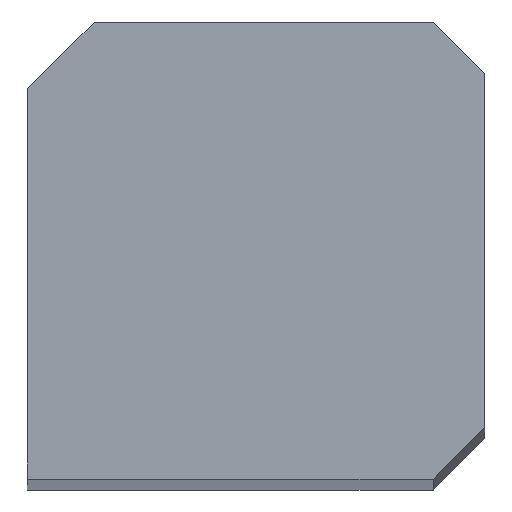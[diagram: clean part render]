
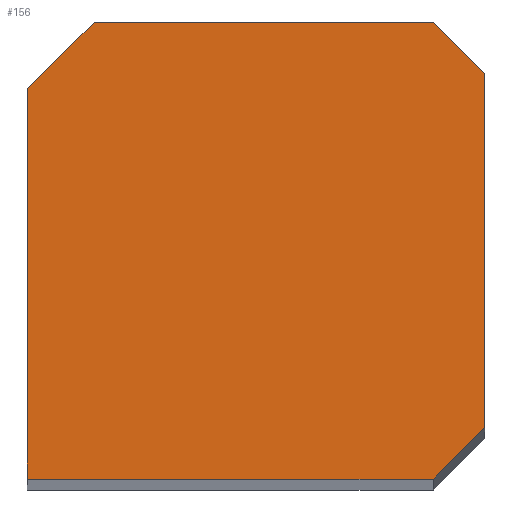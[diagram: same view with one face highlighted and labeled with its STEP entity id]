
A CAD part, top view. The second image highlights one B-rep face of the part: STEP entity #156.
In plain terms, the highlighted planar face has unit normal (0, 0, 1).
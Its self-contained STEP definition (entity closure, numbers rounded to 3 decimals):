
#2 = VECTOR ( 'NONE', #144, 1000. ) ;
#8 = EDGE_CURVE ( 'NONE', #357, #236, #270, .T. ) ;
#34 = ORIENTED_EDGE ( 'NONE', *, *, #377, .F. ) ;
#39 = CARTESIAN_POINT ( 'NONE',  ( 2.707, 2.707, 84. ) ) ;
#43 = LINE ( 'NONE', #39, #68 ) ;
#46 = LINE ( 'NONE', #173, #2 ) ;
#47 = VECTOR ( 'NONE', #139, 1000. ) ;
#64 = EDGE_LOOP ( 'NONE', ( #112, #287, #213, #286, #355, #120, #34 ) ) ;
#68 = VECTOR ( 'NONE', #197, 1000. ) ;
#71 = CARTESIAN_POINT ( 'NONE',  ( -3.05, -3.05, 84. ) ) ;
#76 = CARTESIAN_POINT ( 'NONE',  ( -3.05, -3.05, 84. ) ) ;
#84 = LINE ( 'NONE', #119, #191 ) ;
#89 = VERTEX_POINT ( 'NONE', #154 ) ;
#97 = EDGE_CURVE ( 'NONE', #236, #89, #186, .T. ) ;
#100 = CARTESIAN_POINT ( 'NONE',  ( 2.364, 3.05, 84. ) ) ;
#112 = ORIENTED_EDGE ( 'NONE', *, *, #8, .T. ) ;
#116 = CARTESIAN_POINT ( 'NONE',  ( 0., 0., 84. ) ) ;
#119 = CARTESIAN_POINT ( 'NONE',  ( -2.605, 2.605, 84. ) ) ;
#120 = ORIENTED_EDGE ( 'NONE', *, *, #187, .T. ) ;
#125 = DIRECTION ( 'NONE',  ( 0.707, 0.707, 0. ) ) ;
#133 = VERTEX_POINT ( 'NONE', #146 ) ;
#139 = DIRECTION ( 'NONE',  ( 0., 1., 0. ) ) ;
#144 = DIRECTION ( 'NONE',  ( 0., 1., 0. ) ) ;
#146 = CARTESIAN_POINT ( 'NONE',  ( -2.161, 3.05, 84. ) ) ;
#149 = FACE_OUTER_BOUND ( 'NONE', #64, .T. ) ;
#154 = CARTESIAN_POINT ( 'NONE',  ( 3.05, -2.364, 84. ) ) ;
#156 = ADVANCED_FACE ( 'NONE', ( #149 ), #271, .T. ) ;
#159 = VECTOR ( 'NONE', #207, 1000. ) ;
#169 = CARTESIAN_POINT ( 'NONE',  ( -3.05, -3.05, 84. ) ) ;
#173 = CARTESIAN_POINT ( 'NONE',  ( 3.05, -3.05, 84. ) ) ;
#176 = LINE ( 'NONE', #305, #159 ) ;
#179 = VERTEX_POINT ( 'NONE', #204 ) ;
#186 = LINE ( 'NONE', #279, #248 ) ;
#187 = EDGE_CURVE ( 'NONE', #133, #179, #84, .T. ) ;
#191 = VECTOR ( 'NONE', #364, 1000. ) ;
#197 = DIRECTION ( 'NONE',  ( -0.707, 0.707, 0. ) ) ;
#204 = CARTESIAN_POINT ( 'NONE',  ( -3.05, 2.161, 84. ) ) ;
#207 = DIRECTION ( 'NONE',  ( 1., 0., 0. ) ) ;
#210 = CARTESIAN_POINT ( 'NONE',  ( 2.364, -3.05, 84. ) ) ;
#213 = ORIENTED_EDGE ( 'NONE', *, *, #272, .T. ) ;
#231 = LINE ( 'NONE', #169, #47 ) ;
#236 = VERTEX_POINT ( 'NONE', #210 ) ;
#239 = DIRECTION ( 'NONE',  ( 0., 0., 1. ) ) ;
#245 = EDGE_CURVE ( 'NONE', #133, #383, #176, .T. ) ;
#248 = VECTOR ( 'NONE', #125, 1000. ) ;
#266 = AXIS2_PLACEMENT_3D ( 'NONE', #116, #239, #337 ) ;
#270 = LINE ( 'NONE', #76, #308 ) ;
#271 = PLANE ( 'NONE',  #266 ) ;
#272 = EDGE_CURVE ( 'NONE', #89, #321, #46, .T. ) ;
#279 = CARTESIAN_POINT ( 'NONE',  ( 2.707, -2.707, 84. ) ) ;
#286 = ORIENTED_EDGE ( 'NONE', *, *, #351, .T. ) ;
#287 = ORIENTED_EDGE ( 'NONE', *, *, #97, .T. ) ;
#305 = CARTESIAN_POINT ( 'NONE',  ( -3.05, 3.05, 84. ) ) ;
#308 = VECTOR ( 'NONE', #363, 1000. ) ;
#321 = VERTEX_POINT ( 'NONE', #389 ) ;
#337 = DIRECTION ( 'NONE',  ( 1., 0., 0. ) ) ;
#351 = EDGE_CURVE ( 'NONE', #321, #383, #43, .T. ) ;
#355 = ORIENTED_EDGE ( 'NONE', *, *, #245, .F. ) ;
#357 = VERTEX_POINT ( 'NONE', #71 ) ;
#363 = DIRECTION ( 'NONE',  ( 1., 0., 0. ) ) ;
#364 = DIRECTION ( 'NONE',  ( -0.707, -0.707, 0. ) ) ;
#377 = EDGE_CURVE ( 'NONE', #357, #179, #231, .T. ) ;
#383 = VERTEX_POINT ( 'NONE', #100 ) ;
#389 = CARTESIAN_POINT ( 'NONE',  ( 3.05, 2.364, 84. ) ) ;
